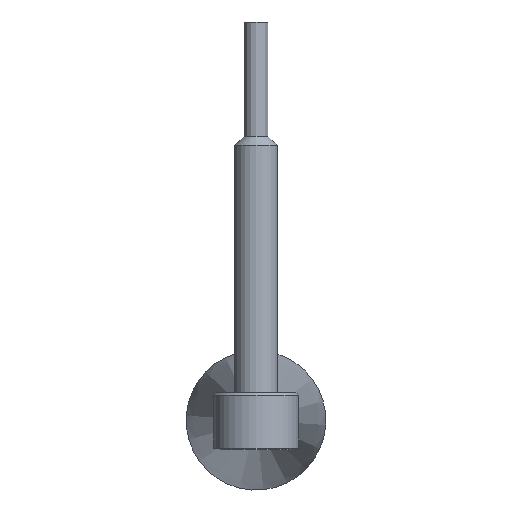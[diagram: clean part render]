
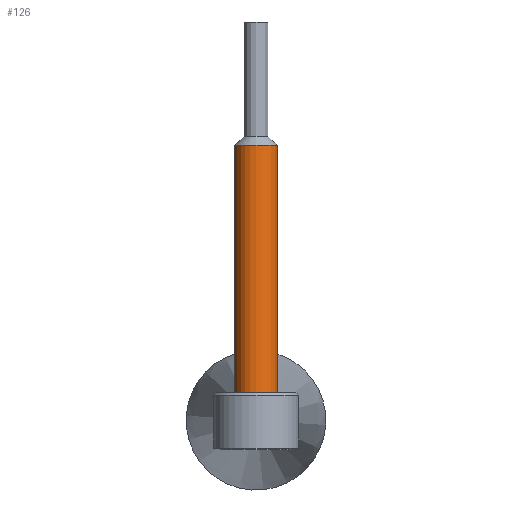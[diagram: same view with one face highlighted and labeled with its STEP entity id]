
A CAD part, left-side view. The second image highlights one B-rep face of the part: STEP entity #126.
In plain terms, the highlighted cylindrical face has radius 1.5 mm (diameter 3 mm), a full revolution.
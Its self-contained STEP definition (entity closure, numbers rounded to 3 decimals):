
#126 = ADVANCED_FACE( '', ( #284, #285 ), #286, .T. );
#284 = FACE_OUTER_BOUND( '', #472, .T. );
#285 = FACE_OUTER_BOUND( '', #473, .T. );
#286 = CYLINDRICAL_SURFACE( '', #474, 1.5 );
#472 = EDGE_LOOP( '', ( #746 ) );
#473 = EDGE_LOOP( '', ( #747 ) );
#474 = AXIS2_PLACEMENT_3D( '', #748, #749, #750 );
#746 = ORIENTED_EDGE( '', *, *, #960, .T. );
#747 = ORIENTED_EDGE( '', *, *, #941, .F. );
#748 = CARTESIAN_POINT( '', ( 0., 0., 205.957 ) );
#749 = DIRECTION( '', ( 0., 0., 1. ) );
#750 = DIRECTION( '', ( -1., 0., 0. ) );
#941 = EDGE_CURVE( '', #1086, #1086, #1087, .T. );
#960 = EDGE_CURVE( '', #1117, #1117, #1118, .T. );
#1086 = VERTEX_POINT( '', #1289 );
#1087 = CIRCLE( '', #1290, 1.5 );
#1117 = VERTEX_POINT( '', #1327 );
#1118 = CIRCLE( '', #1328, 1.5 );
#1289 = CARTESIAN_POINT( '', ( 1.5, 0., 21.35 ) );
#1290 = AXIS2_PLACEMENT_3D( '', #1519, #1520, #1521 );
#1327 = CARTESIAN_POINT( '', ( 1.5, 0., 4. ) );
#1328 = AXIS2_PLACEMENT_3D( '', #1547, #1548, #1549 );
#1519 = CARTESIAN_POINT( '', ( 0., 0., 21.35 ) );
#1520 = DIRECTION( '', ( 0., 0., 1. ) );
#1521 = DIRECTION( '', ( 1., 0., 0. ) );
#1547 = CARTESIAN_POINT( '', ( 0., 0., 4. ) );
#1548 = DIRECTION( '', ( 0., 0., 1. ) );
#1549 = DIRECTION( '', ( 1., 0., 0. ) );
